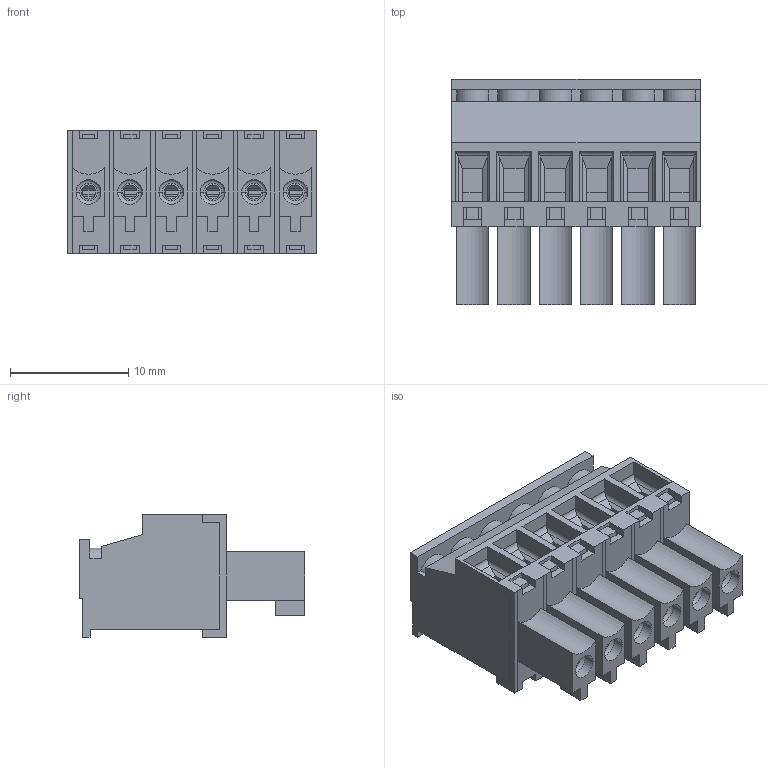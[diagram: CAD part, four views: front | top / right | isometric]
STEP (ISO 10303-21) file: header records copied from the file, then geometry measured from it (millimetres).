
FILE_DESCRIPTION (( 'STEP AP214' ), '1' );
FILE_NAME ('15EDGKB-3.5-06P-14-00AH.STEP', '2017-04-27T23:10:31', ( 'SIG' ), ( '' ), 'SwSTEP 2.0', 'SolidWorks 2014', '' );
FILE_SCHEMA (( 'AUTOMOTIVE_DESIGN' ));
Length unit declared in the file: millimetre
Products named in the file (26): 15EDGKB-3.5_screw; 15EDGKB-3.5 bot-cap; 15EDGKB-3.5; 15EDGKB-3.5_klamper; 15EDGKB-3.5-06P-14-00AH; 15EDGKB-3.5_spring
Assembly tree (20 placements, depth 2):
  15EDGKB-3.5_screw
  15EDGKB-3.5 bot-cap
  15EDGKB-3.5
  15EDGKB-3.5_klamper
  15EDGKB-3.5-06P-14-00AH
    15EDGKB-3.5_klamper  x6
    15EDGKB-3.5
    15EDGKB-3.5 bot-cap
    15EDGKB-3.5_screw  x6
    15EDGKB-3.5_spring  x6
Bounding box: 21 x 19.1 x 10.4 mm (x, y, z)
Volume: 1676 mm3; surface area: 6303.2 mm2
Topology: 20 solids, 20 shells, 1418 faces, 3492 edges, 2114 vertices
Faces by surface type: plane 1130, cylinder 246, torus 30, cone 12
Entity records: 24733 total; most frequent: CARTESIAN_POINT 4379, ORIENTED_EDGE 4234, DIRECTION 3917, EDGE_CURVE 2117, LINE 1855, VECTOR 1855, VERTEX_POINT 1349, AXIS2_PLACEMENT_3D 1031
